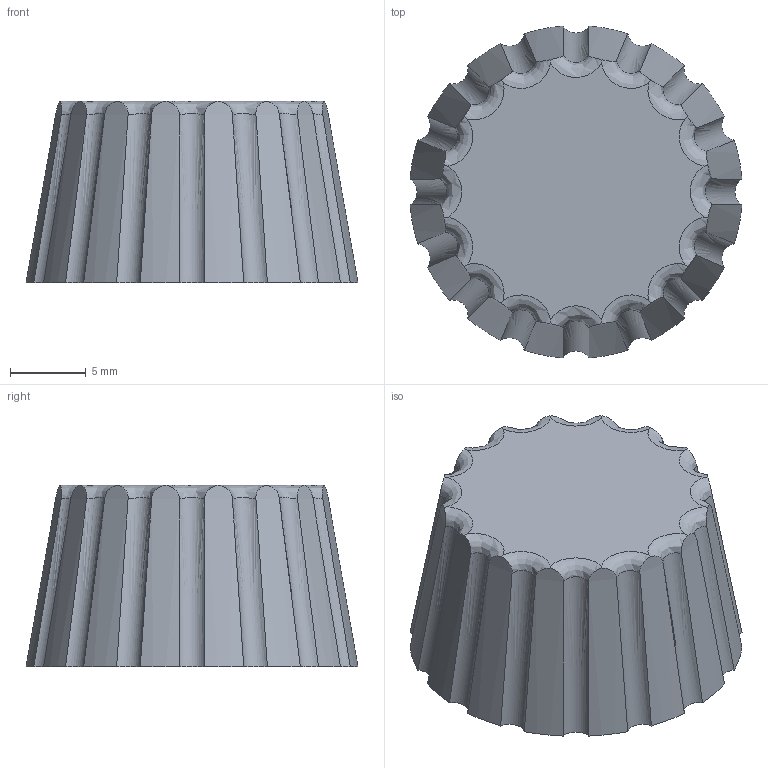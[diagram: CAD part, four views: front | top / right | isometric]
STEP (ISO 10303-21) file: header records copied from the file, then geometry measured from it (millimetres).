
FILE_DESCRIPTION(('STEP AP203'), '1');
FILE_NAME('ðó÷êà', '', ('UNSPECIFIED'), ('UNSPECIFIED'), 'C3D Converter', 'C3D Toolkit', '');
FILE_SCHEMA(('CONFIG_CONTROL_DESIGN'));
Length unit declared in the file: millimetre
Bounding box: 21.93 x 21.93 x 12 mm (x, y, z)
Volume: 2355 mm3; surface area: 2088.8 mm2
Topology: 1 solids, 1 shells, 57 faces, 156 edges, 104 vertices
Faces by surface type: bspline 32, cone 17, plane 6, cylinder 2
Full cylindrical faces by diameter (mm): 10 x1
Entity records: 8281 total; most frequent: CARTESIAN_POINT 6628, ORIENTED_EDGE 308, EDGE_CURVE 154, DIRECTION 132, B_SPLINE_CURVE_WITH_KNOTS 112, VERTEX_POINT 104, AXIS2_PLACEMENT_3D 64, EDGE_LOOP 62
